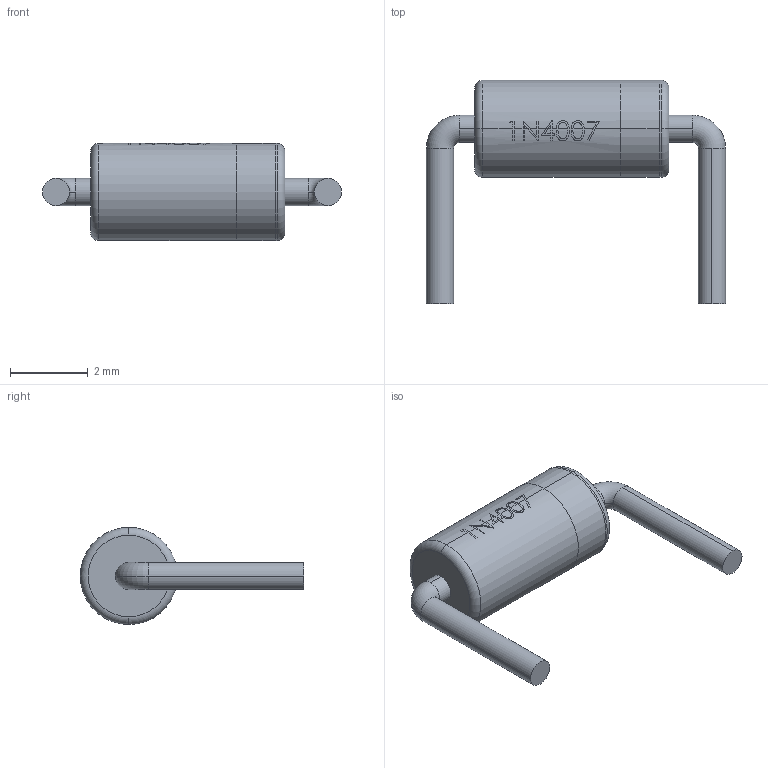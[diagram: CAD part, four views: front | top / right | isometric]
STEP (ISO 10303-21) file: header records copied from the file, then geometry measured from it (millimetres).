
FILE_DESCRIPTION (( 'STEP AP214' ), '1' );
FILE_NAME ('1N4007P7.STEP', '2020-04-16T04:50:52', ( '' ), ( '' ), 'SwSTEP 2.0', 'SolidWorks 2018', '' );
FILE_SCHEMA (( 'AUTOMOTIVE_DESIGN' ));
Length unit declared in the file: millimetre
Products named in the file (3): Lead5; 1N4007P7; Part1
Assembly tree (2 placements, depth 2):
  1N4007P7
    Part1
    Lead5
Bounding box: 7.7 x 5.75 x 2.5 mm (x, y, z)
Volume: 28.5 mm3; surface area: 92.9 mm2
Topology: 2 solids, 2 shells, 48 faces, 153 edges, 109 vertices
Faces by surface type: cylinder 36, torus 8, plane 4
Entity records: 2233 total; most frequent: CARTESIAN_POINT 591, ORIENTED_EDGE 306, DIRECTION 281, EDGE_CURVE 153, AXIS2_PLACEMENT_3D 115, VERTEX_POINT 109, CIRCLE 62, VECTOR 51
